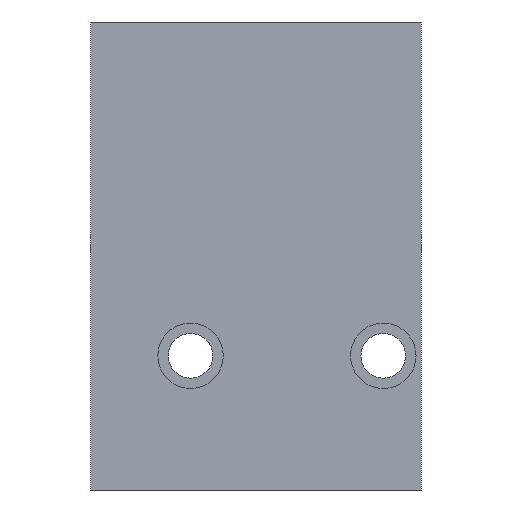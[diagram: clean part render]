
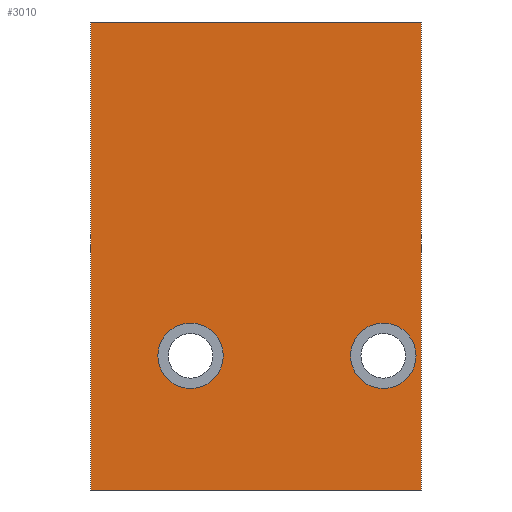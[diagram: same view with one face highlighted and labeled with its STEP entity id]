
A CAD part, front view. The second image highlights one B-rep face of the part: STEP entity #3010.
In plain terms, the highlighted planar face has unit normal (0, -1, 0).
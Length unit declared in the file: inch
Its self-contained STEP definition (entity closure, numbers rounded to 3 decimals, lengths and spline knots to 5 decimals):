
#5=DIRECTION('',(1.,0.,0.));
#6=VECTOR('',#5,3.);
#7=CARTESIAN_POINT('',(0.,-1.438,0.));
#8=LINE('',#7,#6);
#75=DIRECTION('',(0.,0.,1.));
#76=VECTOR('',#75,4.25);
#77=CARTESIAN_POINT('',(3.,-1.438,0.));
#78=LINE('',#77,#76);
#79=DIRECTION('',(0.,0.,1.));
#80=VECTOR('',#79,4.25);
#81=CARTESIAN_POINT('',(0.,-1.438,0.));
#82=LINE('',#81,#80);
#83=CARTESIAN_POINT('',(0.906,-1.438,1.219));
#84=DIRECTION('',(0.,1.,0.));
#85=DIRECTION('',(0.,0.,-1.));
#86=AXIS2_PLACEMENT_3D('',#83,#84,#85);
#88=CARTESIAN_POINT('',(0.906,-1.438,1.219));
#89=DIRECTION('',(0.,1.,0.));
#90=DIRECTION('',(0.,0.,1.));
#91=AXIS2_PLACEMENT_3D('',#88,#89,#90);
#93=CARTESIAN_POINT('',(2.656,-1.438,1.219));
#94=DIRECTION('',(0.,1.,0.));
#95=DIRECTION('',(0.,0.,-1.));
#96=AXIS2_PLACEMENT_3D('',#93,#94,#95);
#98=CARTESIAN_POINT('',(2.656,-1.438,1.219));
#99=DIRECTION('',(0.,1.,0.));
#100=DIRECTION('',(0.,0.,1.));
#101=AXIS2_PLACEMENT_3D('',#98,#99,#100);
#115=DIRECTION('',(1.,0.,0.));
#116=VECTOR('',#115,3.);
#117=CARTESIAN_POINT('',(0.,-1.438,4.25));
#118=LINE('',#117,#116);
#2611=CARTESIAN_POINT('',(0.,-1.438,0.));
#2613=VERTEX_POINT('',#2611);
#2614=CARTESIAN_POINT('',(3.,-1.438,0.));
#2615=VERTEX_POINT('',#2614);
#2619=CARTESIAN_POINT('',(0.,-1.438,4.25));
#2621=VERTEX_POINT('',#2619);
#2622=CARTESIAN_POINT('',(3.,-1.438,4.25));
#2623=VERTEX_POINT('',#2622);
#2877=CARTESIAN_POINT('',(0.906,-1.438,
0.922));
#2878=CARTESIAN_POINT('',(0.906,-1.438,
1.516));
#2879=VERTEX_POINT('',#2877);
#2880=VERTEX_POINT('',#2878);
#2889=CARTESIAN_POINT('',(2.656,-1.438,
0.922));
#2890=CARTESIAN_POINT('',(2.656,-1.438,1.516));
#2891=VERTEX_POINT('',#2889);
#2892=VERTEX_POINT('',#2890);
#2986=CARTESIAN_POINT('',(0.,-1.438,0.));
#2987=DIRECTION('',(0.,-1.,0.));
#2988=DIRECTION('',(1.,0.,0.));
#2989=AXIS2_PLACEMENT_3D('',#2986,#2987,#2988);
#2990=PLANE('',#2989);
#2991=ORIENTED_EDGE('',*,*,#2904,.F.);
#2992=ORIENTED_EDGE('',*,*,#2935,.T.);
#2994=ORIENTED_EDGE('',*,*,#2993,.T.);
#2995=ORIENTED_EDGE('',*,*,#2978,.F.);
#2996=EDGE_LOOP('',(#2991,#2992,#2994,#2995));
#2997=FACE_OUTER_BOUND('',#2996,.F.);
#2999=ORIENTED_EDGE('',*,*,#2998,.F.);
#3001=ORIENTED_EDGE('',*,*,#3000,.F.);
#3002=EDGE_LOOP('',(#2999,#3001));
#3003=FACE_BOUND('',#3002,.F.);
#3005=ORIENTED_EDGE('',*,*,#3004,.F.);
#3007=ORIENTED_EDGE('',*,*,#3006,.F.);
#3008=EDGE_LOOP('',(#3005,#3007));
#3009=FACE_BOUND('',#3008,.F.);
#3010=ADVANCED_FACE('',(#2997,#3003,#3009),#2990,.T.);
#87=CIRCLE('',#86,0.297);
#92=CIRCLE('',#91,0.297);
#97=CIRCLE('',#96,0.297);
#102=CIRCLE('',#101,0.297);
#2904=EDGE_CURVE('',#2613,#2615,#8,.T.);
#2935=EDGE_CURVE('',#2613,#2621,#82,.T.);
#2978=EDGE_CURVE('',#2615,#2623,#78,.T.);
#2993=EDGE_CURVE('',#2621,#2623,#118,.T.);
#2998=EDGE_CURVE('',#2879,#2880,#87,.T.);
#3000=EDGE_CURVE('',#2880,#2879,#92,.T.);
#3004=EDGE_CURVE('',#2891,#2892,#97,.T.);
#3006=EDGE_CURVE('',#2892,#2891,#102,.T.);
